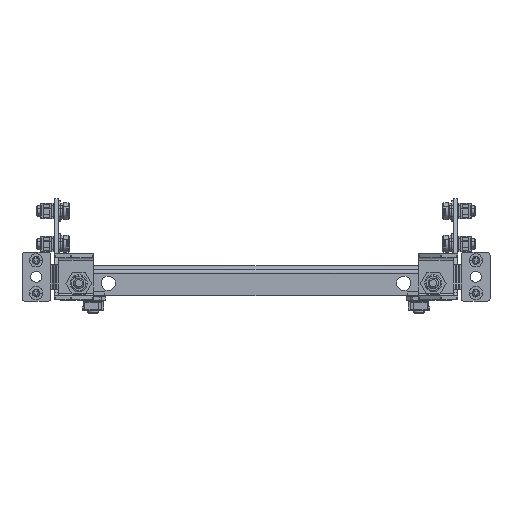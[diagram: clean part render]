
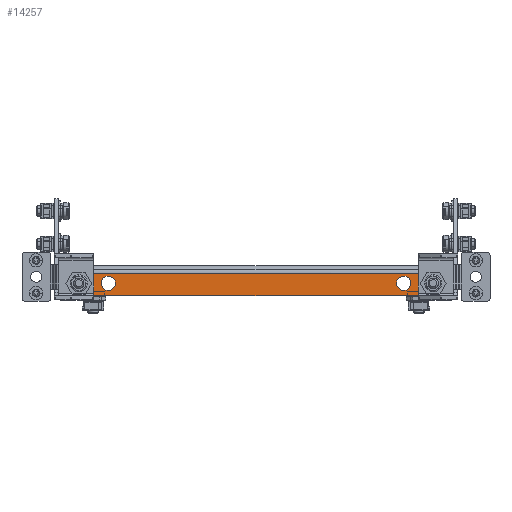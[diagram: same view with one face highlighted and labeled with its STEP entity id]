
A CAD part, front view. The second image highlights one B-rep face of the part: STEP entity #14257.
In plain terms, the highlighted planar face has unit normal (0, -1, 0).
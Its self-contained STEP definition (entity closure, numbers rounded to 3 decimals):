
#203 = CARTESIAN_POINT ( 'NONE',  ( 135., -948., -16. ) ) ;
#209 = VECTOR ( 'NONE', #6924, 1000. ) ;
#273 = AXIS2_PLACEMENT_3D ( 'NONE', #19796, #320, #8377 ) ;
#320 = DIRECTION ( 'NONE',  ( 0., 1., 0. ) ) ;
#429 = EDGE_CURVE ( 'NONE', #5101, #17228, #4916, .T. ) ;
#542 = ORIENTED_EDGE ( 'NONE', *, *, #5069, .T. ) ;
#852 = CARTESIAN_POINT ( 'NONE',  ( -146.146, -948., -3.3 ) ) ;
#917 = EDGE_LOOP ( 'NONE', ( #1505, #3490 ) ) ;
#1329 = ORIENTED_EDGE ( 'NONE', *, *, #20872, .T. ) ;
#1505 = ORIENTED_EDGE ( 'NONE', *, *, #16707, .F. ) ;
#1845 = LINE ( 'NONE', #9850, #19904 ) ;
#2210 = LINE ( 'NONE', #19910, #209 ) ;
#2390 = EDGE_CURVE ( 'NONE', #13343, #5638, #5121, .T. ) ;
#2596 = ORIENTED_EDGE ( 'NONE', *, *, #16494, .F. ) ;
#2641 = AXIS2_PLACEMENT_3D ( 'NONE', #9145, #4539, #14048 ) ;
#2754 = ORIENTED_EDGE ( 'NONE', *, *, #2390, .T. ) ;
#3103 = CARTESIAN_POINT ( 'NONE',  ( -112.5, -948., -5. ) ) ;
#3184 = CARTESIAN_POINT ( 'NONE',  ( -112.5, -948., -10.5 ) ) ;
#3459 = CIRCLE ( 'NONE', #7455, 5. ) ;
#3471 = CARTESIAN_POINT ( 'NONE',  ( 135., -948., -5. ) ) ;
#3490 = ORIENTED_EDGE ( 'NONE', *, *, #6309, .F. ) ;
#3553 = CARTESIAN_POINT ( 'NONE',  ( 141.146, -948., -15. ) ) ;
#3575 = FACE_BOUND ( 'NONE', #17156, .T. ) ;
#3864 = CARTESIAN_POINT ( 'NONE',  ( 146.146, -948., -15. ) ) ;
#4238 = CARTESIAN_POINT ( 'NONE',  ( 135., -948., -10.5 ) ) ;
#4380 = DIRECTION ( 'NONE',  ( 0., 0., -1. ) ) ;
#4539 = DIRECTION ( 'NONE',  ( 0., 1., 0. ) ) ;
#4618 = DIRECTION ( 'NONE',  ( 0., 0., -1. ) ) ;
#4916 = CIRCLE ( 'NONE', #14569, 5. ) ;
#4985 = LINE ( 'NONE', #17736, #20042 ) ;
#5069 = EDGE_CURVE ( 'NONE', #17228, #19694, #2210, .T. ) ;
#5101 = VERTEX_POINT ( 'NONE', #18462 ) ;
#5121 = CIRCLE ( 'NONE', #2641, 5.5 ) ;
#5302 = VERTEX_POINT ( 'NONE', #17768 ) ;
#5423 = VERTEX_POINT ( 'NONE', #10109 ) ;
#5543 = AXIS2_PLACEMENT_3D ( 'NONE', #16530, #16304, #11456 ) ;
#5638 = VERTEX_POINT ( 'NONE', #12299 ) ;
#5710 = DIRECTION ( 'NONE',  ( 0., 0., -1. ) ) ;
#5750 = VECTOR ( 'NONE', #15145, 1000. ) ;
#6009 = CIRCLE ( 'NONE', #8776, 5.5 ) ;
#6022 = ORIENTED_EDGE ( 'NONE', *, *, #8473, .F. ) ;
#6249 = EDGE_LOOP ( 'NONE', ( #2754, #17672 ) ) ;
#6309 = EDGE_CURVE ( 'NONE', #15557, #16662, #13859, .T. ) ;
#6614 = AXIS2_PLACEMENT_3D ( 'NONE', #4238, #18761, #5710 ) ;
#6752 = CARTESIAN_POINT ( 'NONE',  ( -149.5, -948., 0. ) ) ;
#6924 = DIRECTION ( 'NONE',  ( 1., 0., 0. ) ) ;
#6951 = CARTESIAN_POINT ( 'NONE',  ( -146.146, -948., 0. ) ) ;
#7053 = VERTEX_POINT ( 'NONE', #3864 ) ;
#7188 = AXIS2_PLACEMENT_3D ( 'NONE', #6752, #16367, #9759 ) ;
#7455 = AXIS2_PLACEMENT_3D ( 'NONE', #3553, #16620, #8505 ) ;
#8006 = CIRCLE ( 'NONE', #14404, 5.5 ) ;
#8088 = DIRECTION ( 'NONE',  ( 0., -1., 0. ) ) ;
#8377 = DIRECTION ( 'NONE',  ( 0., 0., -1. ) ) ;
#8380 = ORIENTED_EDGE ( 'NONE', *, *, #429, .T. ) ;
#8471 = PLANE ( 'NONE',  #7188 ) ;
#8473 = EDGE_CURVE ( 'NONE', #5302, #5423, #6009, .T. ) ;
#8505 = DIRECTION ( 'NONE',  ( 0., 0., 1. ) ) ;
#8693 = EDGE_CURVE ( 'NONE', #17710, #7053, #4985, .T. ) ;
#8776 = AXIS2_PLACEMENT_3D ( 'NONE', #16999, #17068, #10494 ) ;
#8934 = CIRCLE ( 'NONE', #5543, 5.5 ) ;
#9057 = FACE_BOUND ( 'NONE', #917, .T. ) ;
#9145 = CARTESIAN_POINT ( 'NONE',  ( 112.5, -948., -10.5 ) ) ;
#9273 = CARTESIAN_POINT ( 'NONE',  ( -112.5, -948., -16. ) ) ;
#9383 = DIRECTION ( 'NONE',  ( 0., 0., -1. ) ) ;
#9517 = CARTESIAN_POINT ( 'NONE',  ( -135., -948., -10.5 ) ) ;
#9759 = DIRECTION ( 'NONE',  ( 0., 0., 1. ) ) ;
#9850 = CARTESIAN_POINT ( 'NONE',  ( 149.5, -948., -3.3 ) ) ;
#10109 = CARTESIAN_POINT ( 'NONE',  ( -135., -948., -16. ) ) ;
#10494 = DIRECTION ( 'NONE',  ( 0., 0., -1. ) ) ;
#10633 = CARTESIAN_POINT ( 'NONE',  ( 141.146, -948., -20. ) ) ;
#11114 = CARTESIAN_POINT ( 'NONE',  ( -141.146, -948., -20. ) ) ;
#11376 = CARTESIAN_POINT ( 'NONE',  ( 112.5, -948., -16. ) ) ;
#11402 = DIRECTION ( 'NONE',  ( 1., 0., 0. ) ) ;
#11456 = DIRECTION ( 'NONE',  ( 0., 0., -1. ) ) ;
#11705 = AXIS2_PLACEMENT_3D ( 'NONE', #3184, #14527, #16191 ) ;
#12108 = EDGE_CURVE ( 'NONE', #20441, #21005, #16480, .T. ) ;
#12299 = CARTESIAN_POINT ( 'NONE',  ( 112.5, -948., -5. ) ) ;
#12336 = EDGE_CURVE ( 'NONE', #12926, #5101, #17487, .T. ) ;
#12593 = ORIENTED_EDGE ( 'NONE', *, *, #12600, .F. ) ;
#12600 = EDGE_CURVE ( 'NONE', #5423, #5302, #8006, .T. ) ;
#12926 = VERTEX_POINT ( 'NONE', #852 ) ;
#12961 = EDGE_CURVE ( 'NONE', #21005, #20441, #15016, .T. ) ;
#13343 = VERTEX_POINT ( 'NONE', #11376 ) ;
#13859 = CIRCLE ( 'NONE', #11705, 5.5 ) ;
#14012 = EDGE_LOOP ( 'NONE', ( #12593, #6022 ) ) ;
#14048 = DIRECTION ( 'NONE',  ( 0., 0., -1. ) ) ;
#14257 = ADVANCED_FACE ( 'NONE', ( #3575, #20573, #18104, #9057, #14835 ), #8471, .F. ) ;
#14404 = AXIS2_PLACEMENT_3D ( 'NONE', #9517, #8088, #4618 ) ;
#14527 = DIRECTION ( 'NONE',  ( 0., -1., 0. ) ) ;
#14569 = AXIS2_PLACEMENT_3D ( 'NONE', #19031, #20951, #17688 ) ;
#14835 = FACE_OUTER_BOUND ( 'NONE', #19882, .T. ) ;
#15016 = CIRCLE ( 'NONE', #6614, 5.5 ) ;
#15060 = CIRCLE ( 'NONE', #15062, 5.5 ) ;
#15062 = AXIS2_PLACEMENT_3D ( 'NONE', #15531, #15461, #4380 ) ;
#15145 = DIRECTION ( 'NONE',  ( 0., 0., -1. ) ) ;
#15319 = ORIENTED_EDGE ( 'NONE', *, *, #12108, .T. ) ;
#15461 = DIRECTION ( 'NONE',  ( 0., -1., 0. ) ) ;
#15531 = CARTESIAN_POINT ( 'NONE',  ( -112.5, -948., -10.5 ) ) ;
#15533 = CARTESIAN_POINT ( 'NONE',  ( 146.146, -948., -3.3 ) ) ;
#15557 = VERTEX_POINT ( 'NONE', #3103 ) ;
#16191 = DIRECTION ( 'NONE',  ( 0., 0., -1. ) ) ;
#16304 = DIRECTION ( 'NONE',  ( 0., 1., 0. ) ) ;
#16367 = DIRECTION ( 'NONE',  ( 0., 1., 0. ) ) ;
#16480 = CIRCLE ( 'NONE', #273, 5.5 ) ;
#16494 = EDGE_CURVE ( 'NONE', #12926, #17710, #1845, .T. ) ;
#16530 = CARTESIAN_POINT ( 'NONE',  ( 112.5, -948., -10.5 ) ) ;
#16620 = DIRECTION ( 'NONE',  ( 0., -1., 0. ) ) ;
#16662 = VERTEX_POINT ( 'NONE', #9273 ) ;
#16707 = EDGE_CURVE ( 'NONE', #16662, #15557, #15060, .T. ) ;
#16999 = CARTESIAN_POINT ( 'NONE',  ( -135., -948., -10.5 ) ) ;
#17068 = DIRECTION ( 'NONE',  ( 0., -1., 0. ) ) ;
#17156 = EDGE_LOOP ( 'NONE', ( #20708, #15319 ) ) ;
#17228 = VERTEX_POINT ( 'NONE', #11114 ) ;
#17487 = LINE ( 'NONE', #6951, #5750 ) ;
#17593 = ORIENTED_EDGE ( 'NONE', *, *, #8693, .F. ) ;
#17672 = ORIENTED_EDGE ( 'NONE', *, *, #19060, .T. ) ;
#17688 = DIRECTION ( 'NONE',  ( 0., 0., 1. ) ) ;
#17710 = VERTEX_POINT ( 'NONE', #15533 ) ;
#17736 = CARTESIAN_POINT ( 'NONE',  ( 146.146, -948., 0. ) ) ;
#17768 = CARTESIAN_POINT ( 'NONE',  ( -135., -948., -5. ) ) ;
#18104 = FACE_BOUND ( 'NONE', #14012, .T. ) ;
#18387 = ORIENTED_EDGE ( 'NONE', *, *, #12336, .T. ) ;
#18462 = CARTESIAN_POINT ( 'NONE',  ( -146.146, -948., -15. ) ) ;
#18761 = DIRECTION ( 'NONE',  ( 0., 1., 0. ) ) ;
#19031 = CARTESIAN_POINT ( 'NONE',  ( -141.146, -948., -15. ) ) ;
#19060 = EDGE_CURVE ( 'NONE', #5638, #13343, #8934, .T. ) ;
#19694 = VERTEX_POINT ( 'NONE', #10633 ) ;
#19796 = CARTESIAN_POINT ( 'NONE',  ( 135., -948., -10.5 ) ) ;
#19882 = EDGE_LOOP ( 'NONE', ( #542, #1329, #17593, #2596, #18387, #8380 ) ) ;
#19904 = VECTOR ( 'NONE', #11402, 1000. ) ;
#19910 = CARTESIAN_POINT ( 'NONE',  ( -149.5, -948., -20. ) ) ;
#20042 = VECTOR ( 'NONE', #9383, 1000. ) ;
#20441 = VERTEX_POINT ( 'NONE', #3471 ) ;
#20573 = FACE_BOUND ( 'NONE', #6249, .T. ) ;
#20708 = ORIENTED_EDGE ( 'NONE', *, *, #12961, .T. ) ;
#20872 = EDGE_CURVE ( 'NONE', #19694, #7053, #3459, .T. ) ;
#20951 = DIRECTION ( 'NONE',  ( 0., -1., 0. ) ) ;
#21005 = VERTEX_POINT ( 'NONE', #203 ) ;
